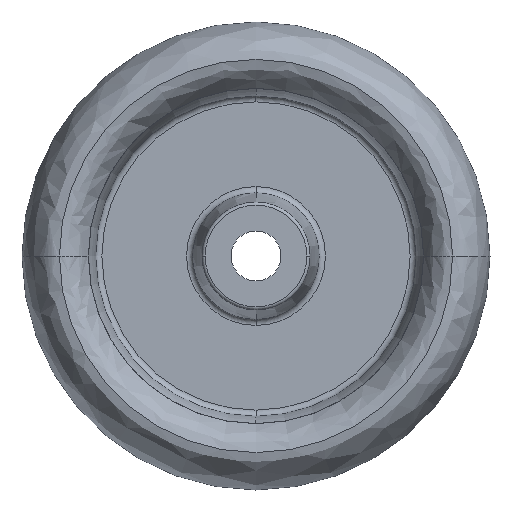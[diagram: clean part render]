
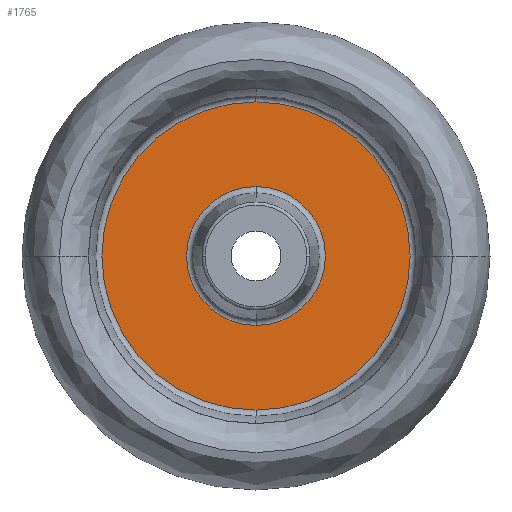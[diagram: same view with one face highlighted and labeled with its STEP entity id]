
A CAD part, left-side view. The second image highlights one B-rep face of the part: STEP entity #1765.
In plain terms, the highlighted planar face has unit normal (-1, 0, 0).
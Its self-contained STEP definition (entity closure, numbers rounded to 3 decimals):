
#207 = EDGE_CURVE ( 'NONE', #1283, #1338, #849, .T. ) ;
#279 = CARTESIAN_POINT ( 'NONE',  ( -2.5, 0., 0. ) ) ;
#299 = DIRECTION ( 'NONE',  ( 1., 0., 0. ) ) ;
#312 = VERTEX_POINT ( 'NONE', #439 ) ;
#319 = DIRECTION ( 'NONE',  ( 0., 0., 1. ) ) ;
#332 = EDGE_CURVE ( 'NONE', #899, #312, #946, .T. ) ;
#340 = ORIENTED_EDGE ( 'NONE', *, *, #332, .T. ) ;
#439 = CARTESIAN_POINT ( 'NONE',  ( -2.5, 0., 24.701 ) ) ;
#483 = ORIENTED_EDGE ( 'NONE', *, *, #207, .T. ) ;
#576 = CARTESIAN_POINT ( 'NONE',  ( -2.5, 0., 0. ) ) ;
#641 = CIRCLE ( 'NONE', #1298, 24.701 ) ;
#689 = DIRECTION ( 'NONE',  ( -1., 0., 0. ) ) ;
#759 = EDGE_CURVE ( 'NONE', #312, #899, #641, .T. ) ;
#849 = CIRCLE ( 'NONE', #1093, 11.115 ) ;
#854 = FACE_BOUND ( 'NONE', #1693, .T. ) ;
#899 = VERTEX_POINT ( 'NONE', #1386 ) ;
#946 = CIRCLE ( 'NONE', #1181, 24.701 ) ;
#959 = AXIS2_PLACEMENT_3D ( 'NONE', #1346, #1227, #1661 ) ;
#970 = DIRECTION ( 'NONE',  ( 0., 0., 1. ) ) ;
#1089 = CIRCLE ( 'NONE', #1279, 11.115 ) ;
#1093 = AXIS2_PLACEMENT_3D ( 'NONE', #279, #1694, #1545 ) ;
#1105 = DIRECTION ( 'NONE',  ( 0., 0., 1. ) ) ;
#1134 = CARTESIAN_POINT ( 'NONE',  ( -2.5, 0., -11.115 ) ) ;
#1181 = AXIS2_PLACEMENT_3D ( 'NONE', #1277, #1595, #319 ) ;
#1182 = ORIENTED_EDGE ( 'NONE', *, *, #759, .T. ) ;
#1209 = EDGE_LOOP ( 'NONE', ( #340, #1182 ) ) ;
#1221 = CARTESIAN_POINT ( 'NONE',  ( -2.5, 0., 0. ) ) ;
#1227 = DIRECTION ( 'NONE',  ( -1., 0., 0. ) ) ;
#1277 = CARTESIAN_POINT ( 'NONE',  ( -2.5, 0., 0. ) ) ;
#1279 = AXIS2_PLACEMENT_3D ( 'NONE', #576, #299, #1105 ) ;
#1283 = VERTEX_POINT ( 'NONE', #1697 ) ;
#1291 = EDGE_CURVE ( 'NONE', #1338, #1283, #1089, .T. ) ;
#1298 = AXIS2_PLACEMENT_3D ( 'NONE', #1221, #689, #970 ) ;
#1338 = VERTEX_POINT ( 'NONE', #1134 ) ;
#1346 = CARTESIAN_POINT ( 'NONE',  ( -2.5, 10.25, 0. ) ) ;
#1386 = CARTESIAN_POINT ( 'NONE',  ( -2.5, 0., -24.701 ) ) ;
#1427 = FACE_OUTER_BOUND ( 'NONE', #1209, .T. ) ;
#1545 = DIRECTION ( 'NONE',  ( 0., 0., 1. ) ) ;
#1595 = DIRECTION ( 'NONE',  ( -1., 0., 0. ) ) ;
#1661 = DIRECTION ( 'NONE',  ( 0., 0., 1. ) ) ;
#1674 = ORIENTED_EDGE ( 'NONE', *, *, #1291, .T. ) ;
#1693 = EDGE_LOOP ( 'NONE', ( #483, #1674 ) ) ;
#1694 = DIRECTION ( 'NONE',  ( 1., 0., 0. ) ) ;
#1697 = CARTESIAN_POINT ( 'NONE',  ( -2.5, 0., 11.115 ) ) ;
#1763 = PLANE ( 'NONE',  #959 ) ;
#1765 = ADVANCED_FACE ( 'NONE', ( #854, #1427 ), #1763, .T. ) ;
